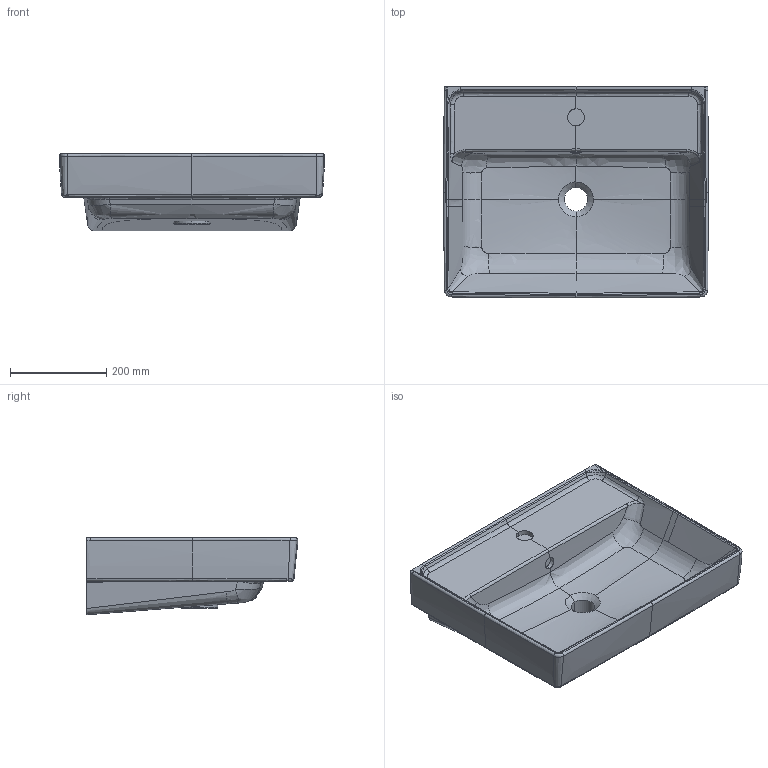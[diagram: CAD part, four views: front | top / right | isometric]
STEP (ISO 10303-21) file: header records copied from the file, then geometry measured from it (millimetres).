
FILE_DESCRIPTION(/* description */ (''),/* implementation_level */ '2;1');
FILE_NAME(/* name */ '4A3355_Collaro_(Tibet)_SWT_55.stp',/* time_stamp */ '2018-11-22T09:27:52+01:00',/* author */ (''),/* organization */ (''),/* preprocessor_version */ 'ST-DEVELOPER v16',/* originating_system */ 'SIEMENS PLM Software NX 10.0',/* authorisation */ '');
FILE_SCHEMA (('AUTOMOTIVE_DESIGN { 1 0 10303 214 3 1 1 1 }'));
Length unit declared in the file: millimetre
Products named in the file (1): Sier23D0F3E7l45p
Bounding box: 549.86 x 439.68 x 161 mm (x, y, z)
Volume: 17054679.9 mm3; surface area: 799581.1 mm2
Topology: 1 solids, 1 shells, 227 faces, 573 edges, 344 vertices
Faces by surface type: bspline 196, plane 15, extrusion 4, cone 4, revolution 4, cylinder 2, torus 2
Entity records: 24322 total; most frequent: CARTESIAN_POINT 20638, ORIENTED_EDGE 1138, EDGE_CURVE 569, B_SPLINE_CURVE_WITH_KNOTS 412, VERTEX_POINT 344, EDGE_LOOP 229, ADVANCED_FACE 227, FACE_OUTER_BOUND 225
